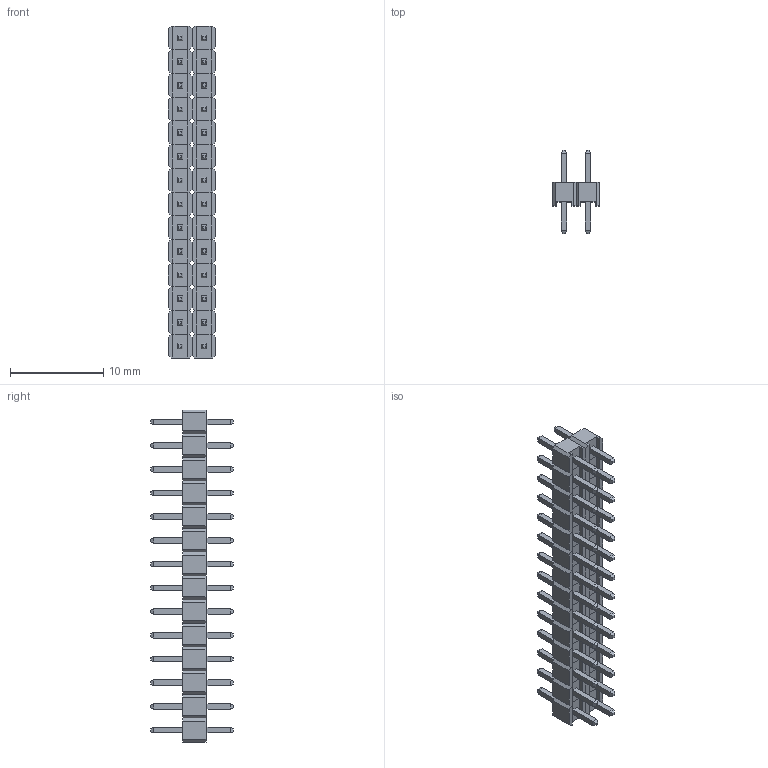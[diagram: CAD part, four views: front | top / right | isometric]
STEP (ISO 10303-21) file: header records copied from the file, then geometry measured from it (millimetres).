
FILE_DESCRIPTION (( 'STEP AP214' ), '1' );
FILE_NAME ('Pin Header Header 28 Way.STEP', '2025-06-30T14:10:11', ( '' ), ( '' ), 'SwSTEP 2.0', 'SolidWorks 2025', '' );
FILE_SCHEMA (( 'AUTOMOTIVE_DESIGN' ));
Length unit declared in the file: millimetre
Products named in the file (1): Pin Header Header 28 Way
Bounding box: 5.08 x 8.88 x 35.56 mm (x, y, z)
Volume: 454.3 mm3; surface area: 1465.3 mm2
Topology: 28 solids, 28 shells, 896 faces, 2128 edges, 1344 vertices
Faces by surface type: plane 896
Entity records: 35102 total; most frequent: CARTESIAN_POINT 4369, ORIENTED_EDGE 4256, DIRECTION 3922, VECTOR 2128, EDGE_CURVE 2128, LINE 2128, VERTEX_POINT 1344, EDGE_LOOP 952
